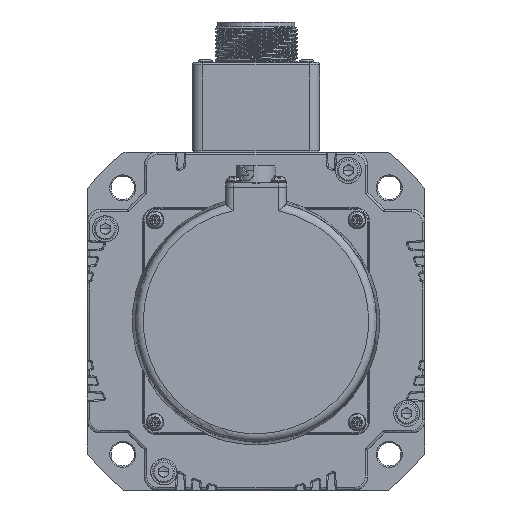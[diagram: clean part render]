
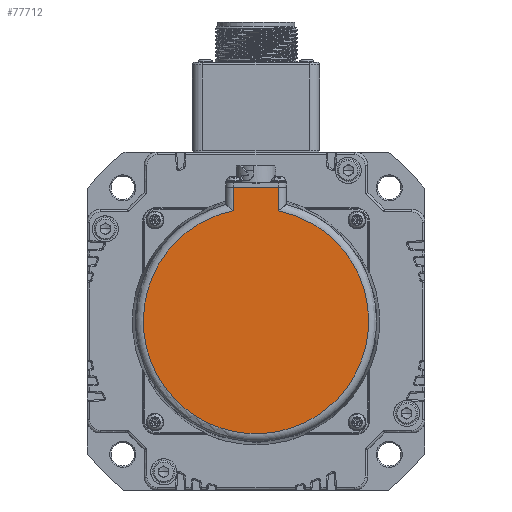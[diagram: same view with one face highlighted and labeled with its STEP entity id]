
A CAD part, front view. The second image highlights one B-rep face of the part: STEP entity #77712.
In plain terms, the highlighted planar face has unit normal (0, -1, 0).
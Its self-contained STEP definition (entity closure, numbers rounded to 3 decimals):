
#72287=CARTESIAN_POINT('',(8.67,-74.,-13.5));
#72288=VERTEX_POINT('',#72287);
#72296=CARTESIAN_POINT('',(8.67,-74.,-22.53));
#72297=VERTEX_POINT('',#72296);
#72298=CARTESIAN_POINT('',(8.67,-74.,-13.5));
#72299=DIRECTION('',(0.,0.,-1.));
#72300=VECTOR('',#72299,9.03);
#72301=LINE('',#72298,#72300);
#72302=EDGE_CURVE('',#72288,#72297,#72301,.T.);
#72321=CARTESIAN_POINT('',(-8.67,-74.,-22.53));
#72322=VERTEX_POINT('',#72321);
#72323=CARTESIAN_POINT('',(8.67,-74.,-22.53));
#72324=CARTESIAN_POINT('',(14.353,-74.,-23.69));
#72325=CARTESIAN_POINT('',(19.747,-74.,-25.98));
#72326=CARTESIAN_POINT('',(29.572,-74.,-32.724));
#72327=CARTESIAN_POINT('',(33.823,-74.,-37.21));
#72328=CARTESIAN_POINT('',(40.185,-74.,-47.641));
#72329=CARTESIAN_POINT('',(42.227,-74.,-53.466));
#72330=CARTESIAN_POINT('',(43.779,-74.,-65.652));
#72331=CARTESIAN_POINT('',(43.24,-74.,-71.879));
#72332=CARTESIAN_POINT('',(39.608,-74.,-83.648));
#72333=CARTESIAN_POINT('',(36.573,-74.,-89.062));
#72334=CARTESIAN_POINT('',(28.498,-74.,-98.22));
#72335=CARTESIAN_POINT('',(23.571,-74.,-101.88));
#72336=CARTESIAN_POINT('',(12.463,-74.,-106.968));
#72337=CARTESIAN_POINT('',(6.395,-74.,-108.31));
#72338=CARTESIAN_POINT('',(-5.922,-74.,-108.381));
#72339=CARTESIAN_POINT('',(-12.03,-74.,-107.098));
#72340=CARTESIAN_POINT('',(-23.229,-74.,-102.099));
#72341=CARTESIAN_POINT('',(-28.207,-74.,-98.472));
#72342=CARTESIAN_POINT('',(-36.363,-74.,-89.375));
#72343=CARTESIAN_POINT('',(-39.439,-74.,-83.999));
#72344=CARTESIAN_POINT('',(-43.181,-74.,-72.26));
#72345=CARTESIAN_POINT('',(-43.775,-74.,-66.021));
#72346=CARTESIAN_POINT('',(-42.317,-74.,-53.802));
#72347=CARTESIAN_POINT('',(-40.32,-74.,-47.957));
#72348=CARTESIAN_POINT('',(-34.039,-74.,-37.477));
#72349=CARTESIAN_POINT('',(-29.827,-74.,-32.961));
#72350=CARTESIAN_POINT('',(-19.964,-74.,-26.072));
#72351=CARTESIAN_POINT('',(-14.468,-74.,-23.714));
#72352=CARTESIAN_POINT('',(-8.67,-74.,-22.53));
#72353=B_SPLINE_CURVE_WITH_KNOTS('',3,(#72323,#72324,#72325,#72326,#72327,#72328,#72329,#72330,#72331,#72332,#72333,#72334,#72335,#72336,#72337,#72338,#72339,#72340,#72341,#72342,#72343,#72344,#72345,#72346,#72347,#72348,#72349,#72350,#72351,#72352),.UNSPECIFIED.,.F.,.U.,(4,2,2,2,2,2,2,2,2,2,2,2,2,2,4),(0.,0.068,0.14,0.211,0.284,0.356,0.427,0.499,0.571,0.643,0.715,0.787,0.859,0.931,1.),.UNSPECIFIED.);
#72354=EDGE_CURVE('',#72297,#72322,#72353,.T.);
#72378=CARTESIAN_POINT('',(-8.67,-74.,-13.5));
#72379=VERTEX_POINT('',#72378);
#72380=CARTESIAN_POINT('',(-8.67,-74.,-22.53));
#72381=DIRECTION('',(0.,0.,1.));
#72382=VECTOR('',#72381,9.03);
#72383=LINE('',#72380,#72382);
#72384=EDGE_CURVE('',#72322,#72379,#72383,.T.);
#77696=CARTESIAN_POINT('',(0.002,-74.,-61.225));
#77697=DIRECTION('',(0.,0.,-1.));
#77698=DIRECTION('',(0.,-1.,0.));
#77699=AXIS2_PLACEMENT_3D('',#77696,#77698,#77697);
#77700=PLANE('',#77699);
#77701=CARTESIAN_POINT('',(8.67,-74.,-13.5));
#77702=DIRECTION('',(-1.,0.,0.));
#77703=VECTOR('',#77702,17.34);
#77704=LINE('',#77701,#77703);
#77705=EDGE_CURVE('',#72288,#72379,#77704,.T.);
#77706=ORIENTED_EDGE('',*,*,#77705,.T.);
#77707=ORIENTED_EDGE('',*,*,#72384,.F.);
#77708=ORIENTED_EDGE('',*,*,#72354,.F.);
#77709=ORIENTED_EDGE('',*,*,#72302,.F.);
#77710=EDGE_LOOP('',(#77706,#77707,#77708,#77709));
#77711=FACE_OUTER_BOUND('',#77710,.T.);
#77712=ADVANCED_FACE('',(#77711),#77700,.T.);
